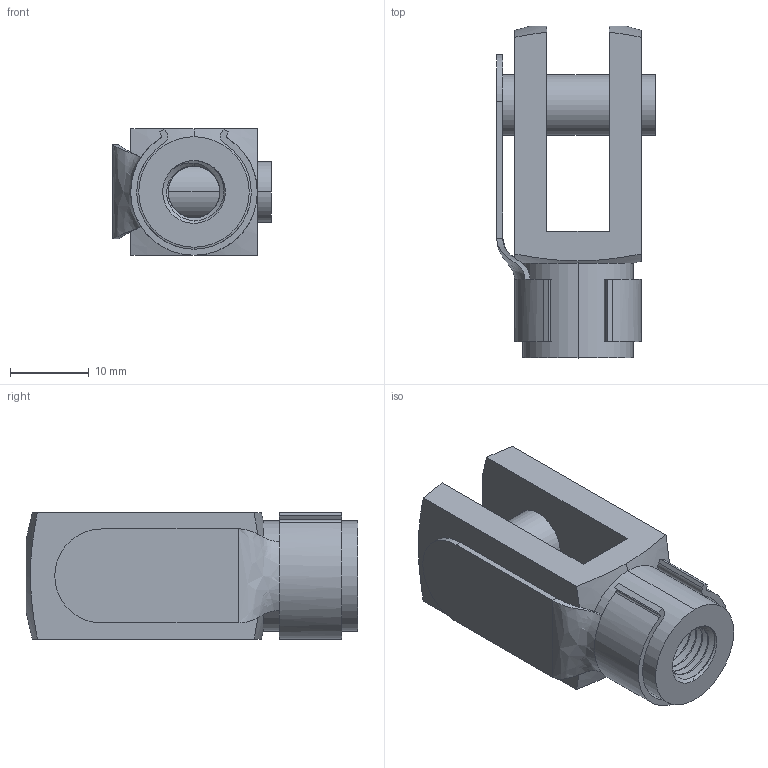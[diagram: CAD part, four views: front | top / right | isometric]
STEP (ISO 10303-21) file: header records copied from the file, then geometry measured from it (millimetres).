
FILE_DESCRIPTION (( 'STEP AP203' ), '1' );
FILE_NAME ('2447K15.STEP', '2014-10-03T14:12:32', ( 'Kyle' ), ( 'Microsoft' ), 'SwSTEP 2.0', 'SolidWorks 2014', '' );
FILE_SCHEMA (( 'CONFIG_CONTROL_DESIGN' ));
Length unit declared in the file: inch
Products named in the file (1): 2447K15
Bounding box: 20.07 x 42.01 x 16.01 mm (x, y, z)
Volume: 6460.7 mm3; surface area: 5737.1 mm2
Topology: 2 solids, 2 shells, 92 faces, 249 edges, 161 vertices
Faces by surface type: cylinder 50, plane 26, cone 9, bspline 7
Entity records: 5897 total; most frequent: CARTESIAN_POINT 3760, ORIENTED_EDGE 498, DIRECTION 355, EDGE_CURVE 249, VERTEX_POINT 161, AXIS2_PLACEMENT_3D 128, VECTOR 99, LINE 99
